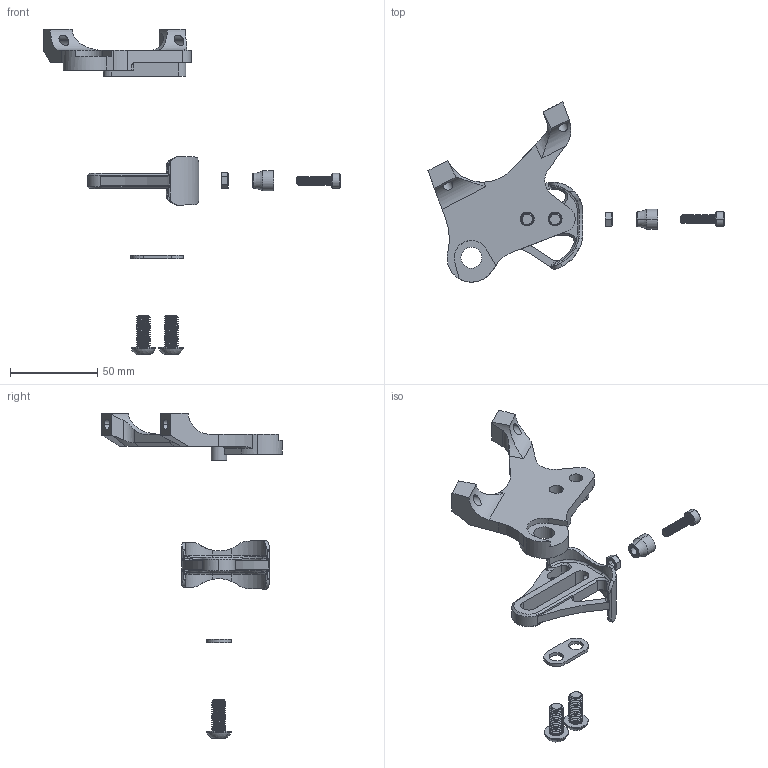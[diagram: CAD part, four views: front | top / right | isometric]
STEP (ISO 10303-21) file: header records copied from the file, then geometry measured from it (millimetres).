
FILE_DESCRIPTION (( 'STEP AP214' ), '1' );
FILE_NAME ('DR4146_Flatnged.STEP', '2023-05-09T16:18:07', ( '' ), ( '' ), 'SwSTEP 2.0', 'SolidWorks 2022', '' );
FILE_SCHEMA (( 'AUTOMOTIVE_DESIGN' ));
Length unit declared in the file: inch
Products named in the file (8): 5mm_nut; MS5001; DR4146; 2-HOLE_WASHER; 91239A420_Button Head Hex Drive Screw_91239A420; DR4146_Flatnged; M5x20 SHCS_91292A126; DS0001
Assembly tree (8 placements, depth 2):
  DR4146_Flatnged
    DS0001
    DR4146
    5mm_nut
    M5x20 SHCS_91292A126
    MS5001
    91239A420_Button Head Hex Drive Screw_91239A420  x2
    2-HOLE_WASHER
Bounding box: 170.01 x 103.4 x 186.8 mm (x, y, z)
Volume: 49093.1 mm3; surface area: 25924.2 mm2
Topology: 8 solids, 8 shells, 491 faces, 1299 edges, 825 vertices
Faces by surface type: cylinder 272, plane 96, cone 72, bspline 25, torus 22, sphere 4
Entity records: 20417 total; most frequent: CARTESIAN_POINT 10478, ORIENTED_EDGE 2296, DIRECTION 1707, EDGE_CURVE 1148, VERTEX_POINT 731, AXIS2_PLACEMENT_3D 650, EDGE_LOOP 459, ADVANCED_FACE 432
